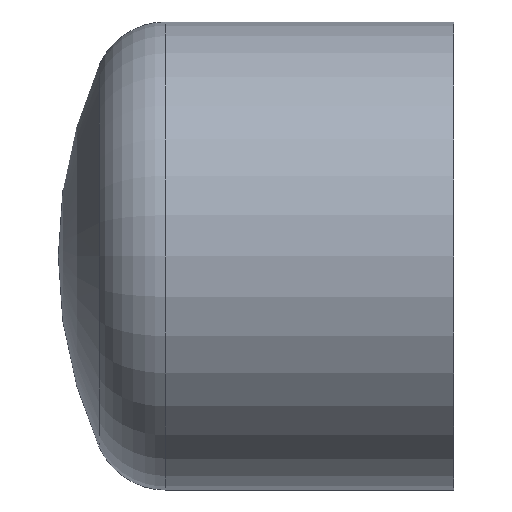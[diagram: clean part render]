
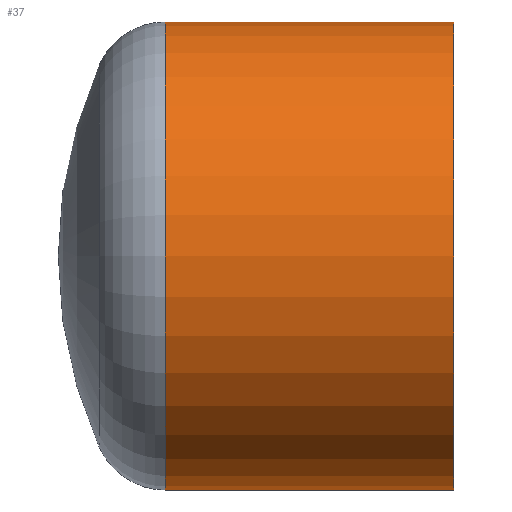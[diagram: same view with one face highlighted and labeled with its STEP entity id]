
A CAD part, front view. The second image highlights one B-rep face of the part: STEP entity #37.
In plain terms, the highlighted cylindrical face has radius 14.5 mm (diameter 29 mm), a full revolution.
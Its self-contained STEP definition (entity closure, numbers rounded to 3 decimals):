
#37 = ADVANCED_FACE( '', ( #76, #77 ), #78, .T. );
#76 = FACE_OUTER_BOUND( '', #119, .T. );
#77 = FACE_OUTER_BOUND( '', #120, .T. );
#78 = CYLINDRICAL_SURFACE( '', #121, 14.5 );
#119 = EDGE_LOOP( '', ( #160 ) );
#120 = EDGE_LOOP( '', ( #161 ) );
#121 = AXIS2_PLACEMENT_3D( '', #162, #163, #164 );
#160 = ORIENTED_EDGE( '', *, *, #206, .F. );
#161 = ORIENTED_EDGE( '', *, *, #208, .T. );
#162 = CARTESIAN_POINT( '', ( -5.5, 0., 0. ) );
#163 = DIRECTION( '', ( -1., 0., 0. ) );
#164 = DIRECTION( '', ( 0., 0., -1. ) );
#206 = EDGE_CURVE( '', #228, #228, #229, .T. );
#208 = EDGE_CURVE( '', #231, #231, #232, .T. );
#228 = VERTEX_POINT( '', #253 );
#229 = CIRCLE( '', #254, 14.5 );
#231 = VERTEX_POINT( '', #256 );
#232 = CIRCLE( '', #257, 14.5 );
#253 = CARTESIAN_POINT( '', ( 14.5, 0., -14.5 ) );
#254 = AXIS2_PLACEMENT_3D( '', #279, #280, #281 );
#256 = CARTESIAN_POINT( '', ( -3.366, 0., -14.5 ) );
#257 = AXIS2_PLACEMENT_3D( '', #282, #283, #284 );
#279 = CARTESIAN_POINT( '', ( 14.5, 0., 0. ) );
#280 = DIRECTION( '', ( 1., 0., 0. ) );
#281 = DIRECTION( '', ( 0., 0., -1. ) );
#282 = CARTESIAN_POINT( '', ( -3.366, 0., 0. ) );
#283 = DIRECTION( '', ( 1., 0., 0. ) );
#284 = DIRECTION( '', ( 0., 0., -1. ) );
